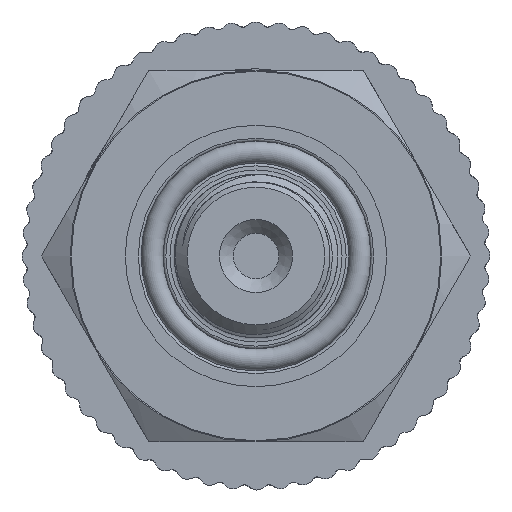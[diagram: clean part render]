
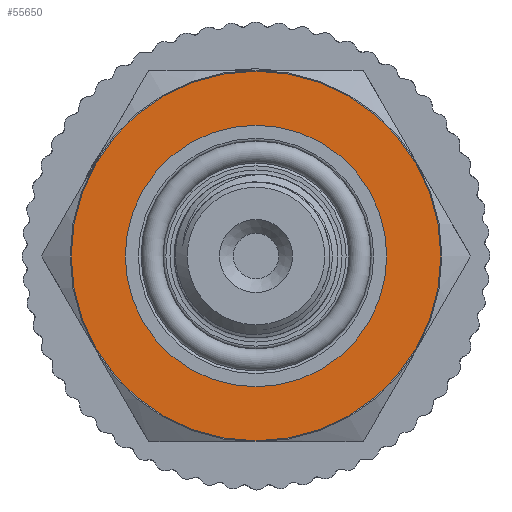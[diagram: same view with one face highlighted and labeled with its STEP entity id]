
A CAD part, left-side view. The second image highlights one B-rep face of the part: STEP entity #55650.
In plain terms, the highlighted planar face has unit normal (-1, 0, 0).
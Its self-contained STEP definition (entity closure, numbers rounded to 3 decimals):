
#5061=PLANE('',#59055);
#7210=FACE_BOUND('',#11768,.T.);
#8232=FACE_OUTER_BOUND('',#11767,.T.);
#11767=EDGE_LOOP('',(#38605));
#11768=EDGE_LOOP('',(#38606));
#15424=CIRCLE('',#59056,13.425);
#15425=CIRCLE('',#59057,9.5);
#22786=VERTEX_POINT('',#94595);
#22787=VERTEX_POINT('',#94597);
#28895=EDGE_CURVE('',#22786,#22786,#15424,.T.);
#28896=EDGE_CURVE('',#22787,#22787,#15425,.T.);
#38605=ORIENTED_EDGE('',*,*,#28895,.F.);
#38606=ORIENTED_EDGE('',*,*,#28896,.T.);
#55650=ADVANCED_FACE('',(#8232,#7210),#5061,.F.);
#59055=AXIS2_PLACEMENT_3D('',#94594,#67209,#67210);
#59056=AXIS2_PLACEMENT_3D('',#94596,#67211,#67212);
#59057=AXIS2_PLACEMENT_3D('',#94598,#67213,#67214);
#67209=DIRECTION('center_axis',(1.,0.,0.));
#67210=DIRECTION('ref_axis',(0.,0.,-1.));
#67211=DIRECTION('center_axis',(1.,0.,0.));
#67212=DIRECTION('ref_axis',(0.,1.,0.));
#67213=DIRECTION('center_axis',(1.,0.,0.));
#67214=DIRECTION('ref_axis',(0.,0.,-1.));
#94594=CARTESIAN_POINT('Origin',(-48.,9.5,0.));
#94595=CARTESIAN_POINT('',(-48.,-13.425,0.));
#94596=CARTESIAN_POINT('Origin',(-48.,0.,0.));
#94597=CARTESIAN_POINT('',(-48.,-9.5,0.));
#94598=CARTESIAN_POINT('Origin',(-48.,0.,0.));
